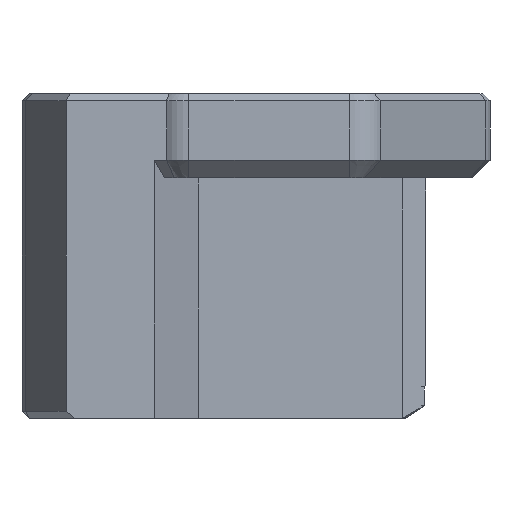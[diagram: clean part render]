
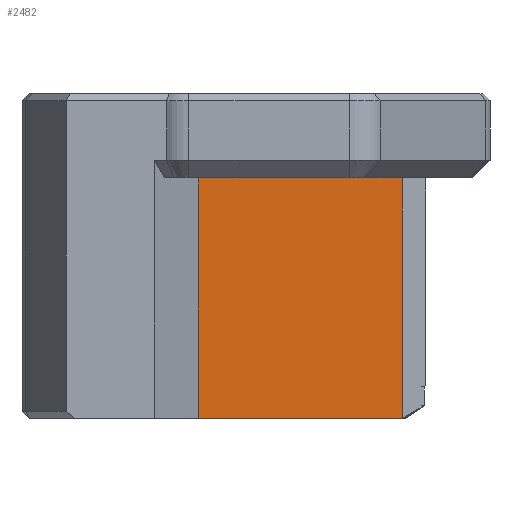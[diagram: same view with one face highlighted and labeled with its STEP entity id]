
A CAD part, left-side view. The second image highlights one B-rep face of the part: STEP entity #2482.
In plain terms, the highlighted planar face has unit normal (-1, 0, 0).
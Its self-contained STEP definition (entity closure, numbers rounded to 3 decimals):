
#139=PLANE('',#2679);
#273=FACE_OUTER_BOUND('',#426,.T.);
#426=EDGE_LOOP('',(#2259,#2260,#2261,#2262,#2263,#2264));
#613=LINE('',#3788,#913);
#711=LINE('',#3994,#1011);
#716=LINE('',#4002,#1016);
#725=LINE('',#4025,#1025);
#729=LINE('',#4034,#1029);
#730=LINE('',#4035,#1030);
#913=VECTOR('',#3093,10.);
#1011=VECTOR('',#3265,10.);
#1016=VECTOR('',#3274,10.);
#1025=VECTOR('',#3301,10.);
#1029=VECTOR('',#3313,10.);
#1030=VECTOR('',#3314,10.);
#1223=VERTEX_POINT('',#3785);
#1224=VERTEX_POINT('',#3787);
#1289=VERTEX_POINT('',#3974);
#1295=VERTEX_POINT('',#3993);
#1301=VERTEX_POINT('',#4024);
#1302=VERTEX_POINT('',#4033);
#1510=EDGE_CURVE('',#1224,#1223,#613,.F.);
#1615=EDGE_CURVE('',#1224,#1295,#711,.F.);
#1620=EDGE_CURVE('',#1295,#1289,#716,.T.);
#1631=EDGE_CURVE('',#1289,#1301,#725,.T.);
#1635=EDGE_CURVE('',#1302,#1223,#729,.T.);
#1636=EDGE_CURVE('',#1301,#1302,#730,.T.);
#2259=ORIENTED_EDGE('',*,*,#1615,.F.);
#2260=ORIENTED_EDGE('',*,*,#1510,.T.);
#2261=ORIENTED_EDGE('',*,*,#1635,.F.);
#2262=ORIENTED_EDGE('',*,*,#1636,.F.);
#2263=ORIENTED_EDGE('',*,*,#1631,.F.);
#2264=ORIENTED_EDGE('',*,*,#1620,.F.);
#2482=ADVANCED_FACE('',(#273),#139,.F.);
#2679=AXIS2_PLACEMENT_3D('',#4032,#3311,#3312);
#3093=DIRECTION('',(0.,-1.,0.));
#3265=DIRECTION('',(0.,0.,1.));
#3274=DIRECTION('',(0.,1.,0.));
#3301=DIRECTION('',(0.,0.,1.));
#3311=DIRECTION('center_axis',(1.,0.,0.));
#3312=DIRECTION('ref_axis',(0.,0.,
-1.));
#3313=DIRECTION('',(0.,0.,1.));
#3314=DIRECTION('',(0.,-1.,0.));
#3785=CARTESIAN_POINT('',(-16.35,4.954,63.2));
#3787=CARTESIAN_POINT('',(-16.35,-6.65,63.2));
#3788=CARTESIAN_POINT('',(-16.35,-3.411,63.2));
#3974=CARTESIAN_POINT('',(-16.35,6.311,49.511));
#3993=CARTESIAN_POINT('',(-16.35,-6.65,49.511));
#3994=CARTESIAN_POINT('',(-16.35,-6.65,59.45));
#4002=CARTESIAN_POINT('',(-16.35,-8.,49.511));
#4024=CARTESIAN_POINT('',(-16.35,6.311,58.023));
#4025=CARTESIAN_POINT('',(-16.35,6.311,59.267));
#4032=CARTESIAN_POINT('Origin',(-16.35,-8.,60.511));
#4033=CARTESIAN_POINT('',(-16.35,4.954,58.023));
#4034=CARTESIAN_POINT('',(-16.35,4.954,61.767));
#4035=CARTESIAN_POINT('',(-16.35,-2.25,58.023));
